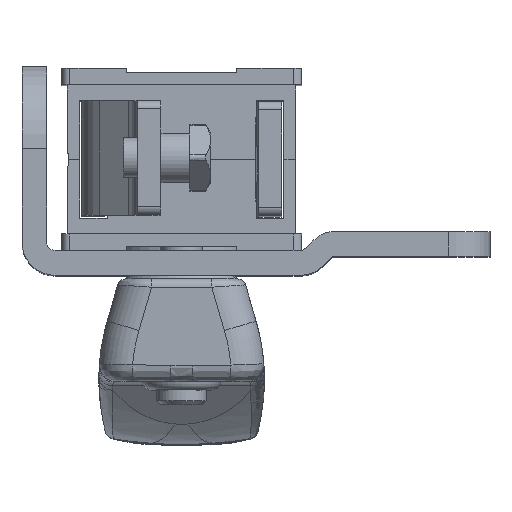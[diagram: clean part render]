
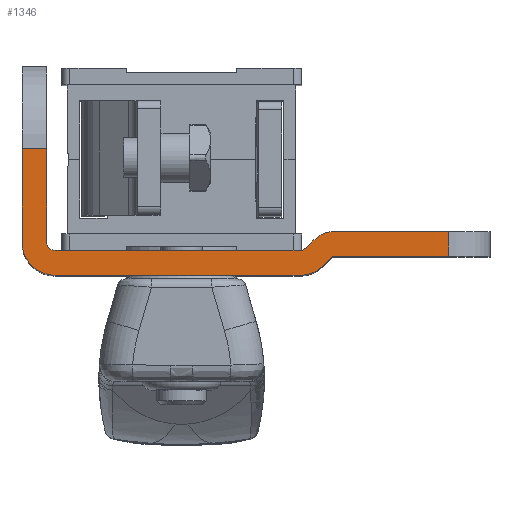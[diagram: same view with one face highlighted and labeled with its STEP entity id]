
A CAD part, top view. The second image highlights one B-rep face of the part: STEP entity #1346.
In plain terms, the highlighted planar face has unit normal (0, 0, 1).
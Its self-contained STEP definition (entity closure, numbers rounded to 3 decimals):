
#1346=ADVANCED_FACE('',(#3729),#3730,.T.);
#3729=FACE_OUTER_BOUND('',#7424,.T.);
#3730=PLANE('',#7425);
#7424=EDGE_LOOP('',(#48369,#48370,#48371,#48372,#48373,#48374,#48375,#48376,#48377,#48378,#48379,#48380,#48381,#48382,#48383,#48384));
#7425=AXIS2_PLACEMENT_3D('',#48385,#48386,#48387);
#48369=ORIENTED_EDGE('',*,*,#57696,.T.);
#48370=ORIENTED_EDGE('',*,*,#57697,.T.);
#48371=ORIENTED_EDGE('',*,*,#57698,.F.);
#48372=ORIENTED_EDGE('',*,*,#57699,.F.);
#48373=ORIENTED_EDGE('',*,*,#57700,.T.);
#48374=ORIENTED_EDGE('',*,*,#57701,.T.);
#48375=ORIENTED_EDGE('',*,*,#57702,.T.);
#48376=ORIENTED_EDGE('',*,*,#57703,.T.);
#48377=ORIENTED_EDGE('',*,*,#57704,.T.);
#48378=ORIENTED_EDGE('',*,*,#57705,.T.);
#48379=ORIENTED_EDGE('',*,*,#57706,.F.);
#48380=ORIENTED_EDGE('',*,*,#57707,.F.);
#48381=ORIENTED_EDGE('',*,*,#57708,.F.);
#48382=ORIENTED_EDGE('',*,*,#57709,.F.);
#48383=ORIENTED_EDGE('',*,*,#57710,.F.);
#48384=ORIENTED_EDGE('',*,*,#57711,.T.);
#48385=CARTESIAN_POINT('',(18.75,-0.707,3.2));
#48386=DIRECTION('',(0.,0.,1.0));
#48387=DIRECTION('',(1.0,0.,0.));
#57696=EDGE_CURVE('',#61712,#61713,#61714,.T.);
#57697=EDGE_CURVE('',#61713,#61715,#61716,.T.);
#57698=EDGE_CURVE('',#61717,#61715,#61718,.T.);
#57699=EDGE_CURVE('',#61719,#61717,#61720,.T.);
#57700=EDGE_CURVE('',#61719,#61721,#61722,.T.);
#57701=EDGE_CURVE('',#61721,#61723,#61724,.T.);
#57702=EDGE_CURVE('',#61723,#61725,#61726,.T.);
#57703=EDGE_CURVE('',#61725,#61727,#61728,.T.);
#57704=EDGE_CURVE('',#61727,#61729,#61730,.T.);
#57705=EDGE_CURVE('',#61729,#61731,#61732,.T.);
#57706=EDGE_CURVE('',#61733,#61731,#61734,.T.);
#57707=EDGE_CURVE('',#61735,#61733,#61736,.T.);
#57708=EDGE_CURVE('',#61737,#61735,#61738,.T.);
#57709=EDGE_CURVE('',#61739,#61737,#61740,.T.);
#57710=EDGE_CURVE('',#61741,#61739,#61742,.T.);
#57711=EDGE_CURVE('',#61741,#61712,#61743,.T.);
#61712=VERTEX_POINT('',#67570);
#61713=VERTEX_POINT('',#67571);
#61714=LINE('',#67572,#67573);
#61715=VERTEX_POINT('',#67574);
#61716=LINE('',#67575,#67576);
#61717=VERTEX_POINT('',#67577);
#61718=LINE('',#67578,#67579);
#61719=VERTEX_POINT('',#67580);
#61720=CIRCLE('',#67581,3.5);
#61721=VERTEX_POINT('',#67582);
#61722=LINE('',#67583,#67584);
#61723=VERTEX_POINT('',#67585);
#61724=CIRCLE('',#67586,1.0);
#61725=VERTEX_POINT('',#67587);
#61726=LINE('',#67588,#67589);
#61727=VERTEX_POINT('',#67590);
#61728=CIRCLE('',#67591,1.0);
#61729=VERTEX_POINT('',#67592);
#61730=LINE('',#67593,#67594);
#61731=VERTEX_POINT('',#67595);
#61732=LINE('',#67596,#67597);
#61733=VERTEX_POINT('',#67598);
#61734=LINE('',#67599,#67600);
#61735=VERTEX_POINT('',#67601);
#61736=CIRCLE('',#67602,4.0);
#61737=VERTEX_POINT('',#67603);
#61738=LINE('',#67604,#67605);
#61739=VERTEX_POINT('',#67606);
#61740=CIRCLE('',#67607,4.0);
#61741=VERTEX_POINT('',#67608);
#61742=LINE('',#67609,#67610);
#61743=CIRCLE('',#67611,0.5);
#67570=CARTESIAN_POINT('',(18.457,-0.707,3.2));
#67571=CARTESIAN_POINT('',(32.25,-0.707,3.2));
#67572=CARTESIAN_POINT('',(18.75,-0.707,3.2));
#67573=VECTOR('',#88619,1.0);
#67574=CARTESIAN_POINT('',(32.25,2.293,3.2));
#67575=CARTESIAN_POINT('',(32.25,-0.707,3.2));
#67576=VECTOR('',#88620,1.0);
#67577=CARTESIAN_POINT('',(18.457,2.293,3.2));
#67578=CARTESIAN_POINT('',(18.75,2.293,3.2));
#67579=VECTOR('',#88621,1.0);
#67580=CARTESIAN_POINT('',(15.982,1.268,3.2));
#67581=AXIS2_PLACEMENT_3D('',#88622,#88623,#88624);
#67582=CARTESIAN_POINT('',(15.007,0.293,3.2));
#67583=CARTESIAN_POINT('',(16.129,1.414,3.2));
#67584=VECTOR('',#88625,1.0);
#67585=CARTESIAN_POINT('',(14.3,0.0,3.2));
#67586=AXIS2_PLACEMENT_3D('',#88626,#88627,#88628);
#67587=CARTESIAN_POINT('',(-15.286,0.0,3.2));
#67588=CARTESIAN_POINT('',(14.714,0.0,3.2));
#67589=VECTOR('',#88629,1.0);
#67590=CARTESIAN_POINT('',(-16.286,1.0,3.2));
#67591=AXIS2_PLACEMENT_3D('',#88630,#88631,#88632);
#67592=CARTESIAN_POINT('',(-16.286,12.3,3.2));
#67593=CARTESIAN_POINT('',(-16.286,0.0,3.2));
#67594=VECTOR('',#88633,1.0);
#67595=CARTESIAN_POINT('',(-19.286,12.3,3.2));
#67596=CARTESIAN_POINT('',(18.75,12.3,3.2));
#67597=VECTOR('',#88634,1.0);
#67598=CARTESIAN_POINT('',(-19.286,1.0,3.2));
#67599=CARTESIAN_POINT('',(-19.286,0.,3.2));
#67600=VECTOR('',#88635,1.0);
#67601=CARTESIAN_POINT('',(-15.286,-3.0,3.2));
#67602=AXIS2_PLACEMENT_3D('',#88636,#88637,#88638);
#67603=CARTESIAN_POINT('',(14.3,-3.0,3.2));
#67604=CARTESIAN_POINT('',(14.714,-3.0,3.2));
#67605=VECTOR('',#88639,1.0);
#67606=CARTESIAN_POINT('',(17.129,-1.828,3.2));
#67607=AXIS2_PLACEMENT_3D('',#88640,#88641,#88642);
#67608=CARTESIAN_POINT('',(18.104,-0.854,3.2));
#67609=CARTESIAN_POINT('',(18.25,-0.707,3.2));
#67610=VECTOR('',#88643,1.0);
#67611=AXIS2_PLACEMENT_3D('',#88644,#88645,#88646);
#88619=DIRECTION('',(1.0,0.,0.));
#88620=DIRECTION('',(0.,1.0,0.));
#88621=DIRECTION('',(1.0,0.,0.));
#88622=CARTESIAN_POINT('',(18.457,-1.207,3.2));
#88623=DIRECTION('',(0.,0.,-1.0));
#88624=DIRECTION('',(1.0,0.,0.));
#88625=DIRECTION('',(-0.707,-0.707,0.));
#88626=CARTESIAN_POINT('',(14.3,1.0,3.2));
#88627=DIRECTION('',(0.,0.,-1.0));
#88628=DIRECTION('',(0.,-1.0,0.));
#88629=DIRECTION('',(-1.0,0.,0.));
#88630=CARTESIAN_POINT('',(-15.286,1.0,3.2));
#88631=DIRECTION('',(0.,0.,-1.0));
#88632=DIRECTION('',(0.,-1.0,0.));
#88633=DIRECTION('',(0.,1.0,0.));
#88634=DIRECTION('',(-1.0,0.,0.));
#88635=DIRECTION('',(0.,1.0,0.));
#88636=CARTESIAN_POINT('',(-15.286,1.0,3.2));
#88637=DIRECTION('',(0.,0.,-1.0));
#88638=DIRECTION('',(-1.0,0.,0.));
#88639=DIRECTION('',(-1.0,0.,0.));
#88640=CARTESIAN_POINT('',(14.3,1.0,3.2));
#88641=DIRECTION('',(0.,0.,-1.0));
#88642=DIRECTION('',(1.0,0.,0.));
#88643=DIRECTION('',(-0.707,-0.707,0.));
#88644=CARTESIAN_POINT('',(18.457,-1.207,3.2));
#88645=DIRECTION('',(0.,0.,-1.0));
#88646=DIRECTION('',(0.,1.0,0.));
